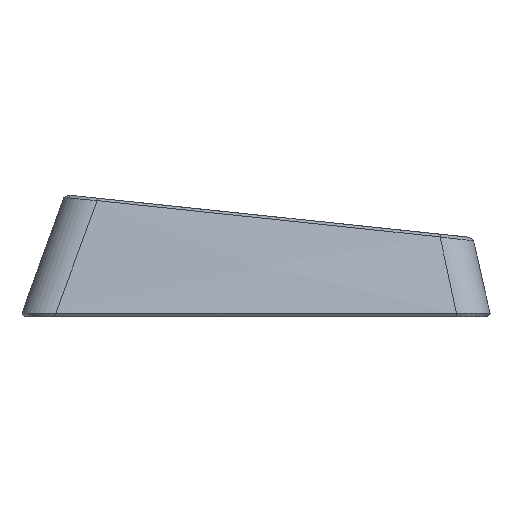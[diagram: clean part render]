
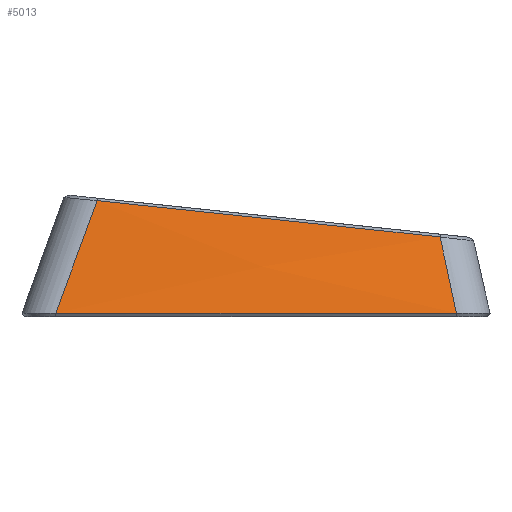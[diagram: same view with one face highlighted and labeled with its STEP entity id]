
A CAD part, left-side view. The second image highlights one B-rep face of the part: STEP entity #5013.
In plain terms, the highlighted free-form (B-spline) face has degree [1, 1] with [4, 2] control points.
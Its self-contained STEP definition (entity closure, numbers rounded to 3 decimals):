
#592=FACE_OUTER_BOUND('',#907,.T.);
#907=EDGE_LOOP('',(#3594,#3595,#3596,#3597));
#1260=LINE('',#8235,#1735);
#1261=LINE('',#8236,#1736);
#1735=VECTOR('',#5892,10.);
#1736=VECTOR('',#5893,10.);
#2179=B_SPLINE_CURVE_WITH_KNOTS('',3,(#7505,#7506,#7507,#7508),
 .UNSPECIFIED.,.F.,.F.,(4,4),(-53.79,53.632),
 .UNSPECIFIED.);
#2208=B_SPLINE_CURVE_WITH_KNOTS('',3,(#8028,#8029,#8030,#8031),
 .UNSPECIFIED.,.F.,.F.,(4,4),(-46.162,46.23),
 .UNSPECIFIED.);
#2225=VERTEX_POINT('',#7379);
#2230=VERTEX_POINT('',#7459);
#2274=VERTEX_POINT('',#7944);
#2278=VERTEX_POINT('',#7989);
#2704=EDGE_CURVE('',#2225,#2230,#2179,.T.);
#2770=EDGE_CURVE('',#2274,#2278,#2208,.T.);
#2789=EDGE_CURVE('',#2225,#2278,#1260,.T.);
#2790=EDGE_CURVE('',#2230,#2274,#1261,.T.);
#3594=ORIENTED_EDGE('',*,*,#2704,.F.);
#3595=ORIENTED_EDGE('',*,*,#2789,.T.);
#3596=ORIENTED_EDGE('',*,*,#2770,.F.);
#3597=ORIENTED_EDGE('',*,*,#2790,.F.);
#4981=B_SPLINE_SURFACE_WITH_KNOTS('',1,1,((#8227,#8228),(#8229,#8230),(#8231,
#8232),(#8233,#8234)),.UNSPECIFIED.,.F.,.F.,.F.,(2,1,1,2),(2,2),(-55.073,
-53.993,53.993,55.073),(0.,1.),.UNSPECIFIED.);
#5013=ADVANCED_FACE('',(#592),#4981,.T.);
#5892=DIRECTION('',(0.314,0.199,0.928));
#5893=DIRECTION('',(0.216,-0.339,0.916));
#7379=CARTESIAN_POINT('',(-152.673,-53.79,0.948));
#7459=CARTESIAN_POINT('',(-152.764,53.632,0.975));
#7505=CARTESIAN_POINT('Ctrl Pts',(-152.673,-53.79,0.947));
#7506=CARTESIAN_POINT('Ctrl Pts',(-152.715,-17.982,0.961));
#7507=CARTESIAN_POINT('Ctrl Pts',(-152.742,17.825,0.968));
#7508=CARTESIAN_POINT('Ctrl Pts',(-152.764,53.632,0.973));
#7944=CARTESIAN_POINT('',(-145.646,42.479,31.143));
#7989=CARTESIAN_POINT('',(-145.746,-49.401,21.427));
#8028=CARTESIAN_POINT('Ctrl Pts',(-145.646,42.479,31.144));
#8029=CARTESIAN_POINT('Ctrl Pts',(-145.666,11.852,27.913));
#8030=CARTESIAN_POINT('Ctrl Pts',(-145.69,-18.775,24.68));
#8031=CARTESIAN_POINT('Ctrl Pts',(-145.745,-49.401,21.429));
#8227=CARTESIAN_POINT('Ctrl Pts',(-152.994,55.073,0.));
#8228=CARTESIAN_POINT('Ctrl Pts',(-145.494,43.156,31.884));
#8229=CARTESIAN_POINT('Ctrl Pts',(-152.994,53.993,0.));
#8230=CARTESIAN_POINT('Ctrl Pts',(-145.494,42.241,31.788));
#8231=CARTESIAN_POINT('Ctrl Pts',(-152.994,-53.993,0.));
#8232=CARTESIAN_POINT('Ctrl Pts',(-145.494,-49.241,22.172));
#8233=CARTESIAN_POINT('Ctrl Pts',(-152.994,-55.073,0.));
#8234=CARTESIAN_POINT('Ctrl Pts',(-145.494,-50.156,22.076));
#8235=CARTESIAN_POINT('',(-152.994,-53.993,0.));
#8236=CARTESIAN_POINT('',(-152.994,53.993,0.));
